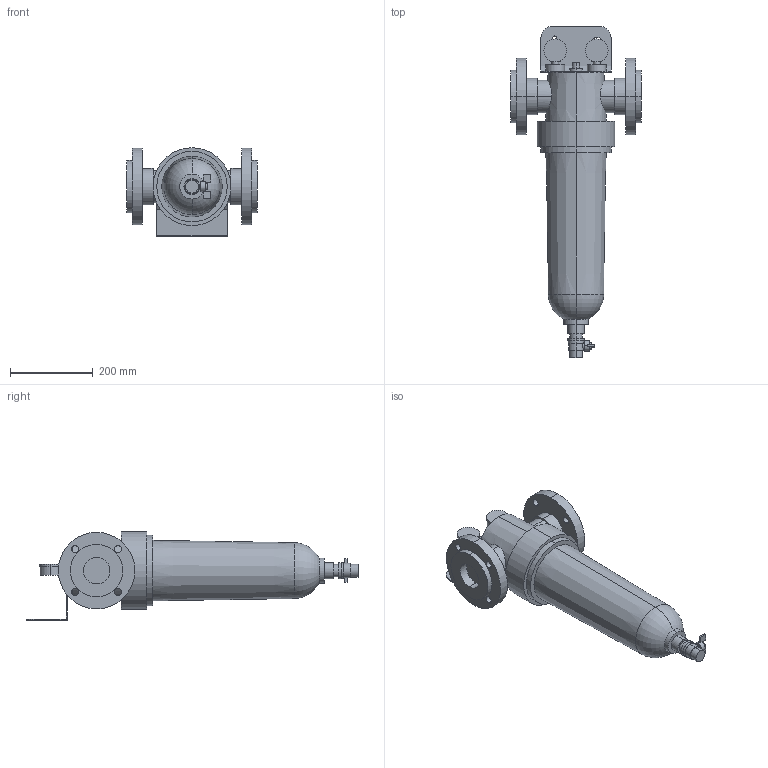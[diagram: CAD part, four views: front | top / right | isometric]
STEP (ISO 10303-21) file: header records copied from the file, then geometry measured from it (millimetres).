
FILE_DESCRIPTION (( 'STEP AP214' ), '1' );
FILE_NAME ('Cintropur NW650 Web Light.STEP', '2018-03-09T15:25:36', ( '' ), ( '' ), 'SwSTEP 2.0', 'SolidWorks 2018', '' );
FILE_SCHEMA (( 'AUTOMOTIVE_DESIGN' ));
Length unit declared in the file: millimetre
Products named in the file (1): Cintropur NW650 Web Light
Bounding box: 316 x 802 x 214 mm (x, y, z)
Volume: 12252536 mm3; surface area: 591326.2 mm2
Topology: 1 solids, 1 shells, 181 faces, 440 edges, 290 vertices
Faces by surface type: cylinder 102, plane 73, cone 4, torus 2
Entity records: 7789 total; most frequent: CARTESIAN_POINT 1455, DIRECTION 1006, ORIENTED_EDGE 880, EDGE_CURVE 440, AXIS2_PLACEMENT_3D 400, VERTEX_POINT 290, EDGE_LOOP 234, CIRCLE 218
